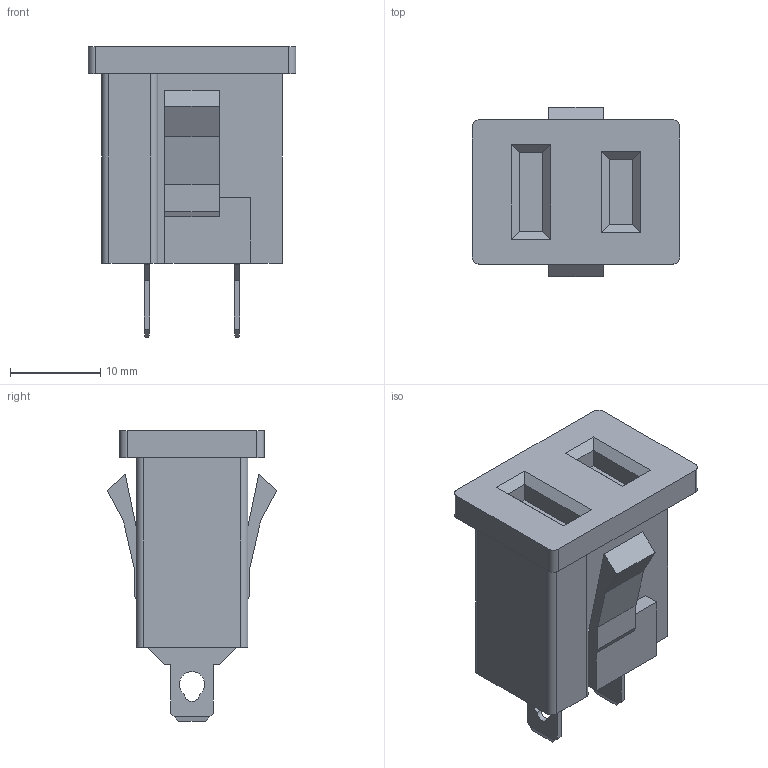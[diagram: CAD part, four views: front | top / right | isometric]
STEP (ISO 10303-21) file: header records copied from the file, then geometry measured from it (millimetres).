
FILE_DESCRIPTION(('Open CASCADE Model'),'2;1');
FILE_NAME('Open CASCADE Shape Model','2024-12-29T10:32:01',('Author'),( 'Open CASCADE'),'Open CASCADE STEP processor 7.7','Open CASCADE 7.7' ,'Unknown');
FILE_SCHEMA(('AUTOMOTIVE_DESIGN { 1 0 10303 214 1 1 1 1 }'));
Length unit declared in the file: millimetre
Products named in the file (9): all; b3b06ac2-c584-11ef-a3a9-010101010000; b3b06ac2-c584-11ef-a3a9-010101010000_part; b3b06ac3-c584-11ef-9410-010101010000; b3b06ac3-c584-11ef-9410-010101010000_part; b3b06ac4-c584-11ef-9dfe-010101010000; b3b06ac4-c584-11ef-9dfe-010101010000_part; b3b06ac5-c584-11ef-a0ac-010101010000; b3b06ac5-c584-11ef-a0ac-010101010000_part
Assembly tree (8 placements, depth 3):
  all
    b3b06ac2-c584-11ef-a3a9-010101010000
      b3b06ac2-c584-11ef-a3a9-010101010000_part
    b3b06ac3-c584-11ef-9410-010101010000
      b3b06ac3-c584-11ef-9410-010101010000_part
    b3b06ac4-c584-11ef-9dfe-010101010000
      b3b06ac4-c584-11ef-9dfe-010101010000_part
    b3b06ac5-c584-11ef-a0ac-010101010000
      b3b06ac5-c584-11ef-a0ac-010101010000_part
Bounding box: 23 x 18.8 x 32.2 mm (x, y, z)
Volume: 5606.9 mm3; surface area: 3395.6 mm2
Topology: 4 solids, 4 shells, 100 faces, 268 edges, 176 vertices
Faces by surface type: plane 88, cylinder 12
Entity records: 6754 total; most frequent: CARTESIAN_POINT 1161, DIRECTION 1014, LINE 732, VECTOR 732, ORIENTED_EDGE 536, PCURVE 536, DEFINITIONAL_REPRESENTATION 536, EDGE_CURVE 268
